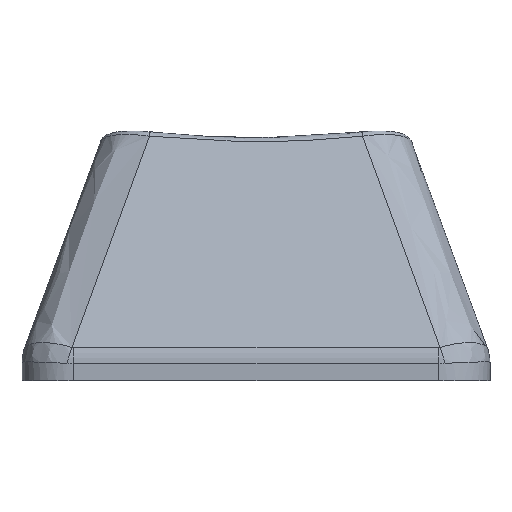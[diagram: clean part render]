
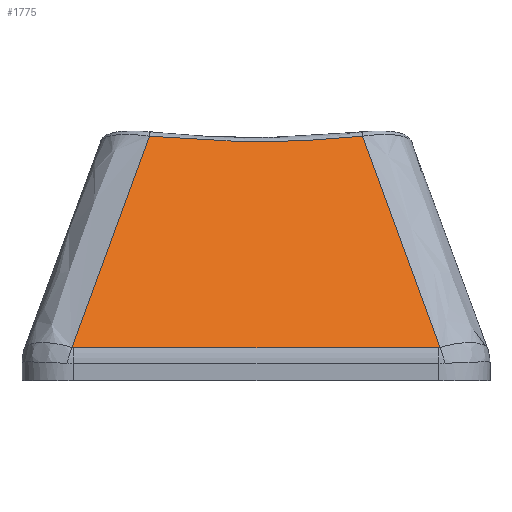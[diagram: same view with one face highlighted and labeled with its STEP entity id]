
A CAD part, front view. The second image highlights one B-rep face of the part: STEP entity #1775.
In plain terms, the highlighted planar face has unit normal (0, -0.909, 0.417).
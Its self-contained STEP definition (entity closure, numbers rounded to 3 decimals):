
#14=PLANE('',#1874);
#157=FACE_OUTER_BOUND('',#247,.T.);
#247=EDGE_LOOP('',(#1420,#1421,#1422,#1423,#1424,#1425));
#320=LINE('',#3496,#386);
#386=VECTOR('',#1994,10.);
#563=B_SPLINE_CURVE_WITH_KNOTS('',3,(#3656,#3657,#3658,#3659),
 .UNSPECIFIED.,.F.,.F.,(4,4),(-0.969,-0.018),
 .UNSPECIFIED.);
#565=B_SPLINE_CURVE_WITH_KNOTS('',3,(#3667,#3668,#3669,#3670),
 .UNSPECIFIED.,.F.,.F.,(4,4),(0.018,0.969),
 .UNSPECIFIED.);
#566=B_SPLINE_CURVE_WITH_KNOTS('',3,(#3671,#3672,#3673,#3674),
 .UNSPECIFIED.,.F.,.F.,(4,4),(-0.829,0.),.UNSPECIFIED.);
#626=ELLIPSE('',#1867,1.2,0.5);
#628=ELLIPSE('',#1872,1.2,0.5);
#767=VERTEX_POINT('',#3452);
#771=VERTEX_POINT('',#3486);
#773=VERTEX_POINT('',#3492);
#775=VERTEX_POINT('',#3513);
#781=VERTEX_POINT('',#3655);
#782=VERTEX_POINT('',#3666);
#1004=EDGE_CURVE('',#767,#771,#626,.T.);
#1007=EDGE_CURVE('',#771,#773,#320,.T.);
#1010=EDGE_CURVE('',#773,#775,#628,.T.);
#1021=EDGE_CURVE('',#775,#781,#563,.T.);
#1023=EDGE_CURVE('',#782,#767,#565,.T.);
#1024=EDGE_CURVE('',#781,#782,#566,.T.);
#1420=ORIENTED_EDGE('',*,*,#1010,.F.);
#1421=ORIENTED_EDGE('',*,*,#1007,.F.);
#1422=ORIENTED_EDGE('',*,*,#1004,.F.);
#1423=ORIENTED_EDGE('',*,*,#1023,.F.);
#1424=ORIENTED_EDGE('',*,*,#1024,.F.);
#1425=ORIENTED_EDGE('',*,*,#1021,.F.);
#1775=ADVANCED_FACE('',(#157),#14,.T.);
#1867=AXIS2_PLACEMENT_3D('',#3490,#1987,#1988);
#1872=AXIS2_PLACEMENT_3D('',#3517,#1999,#2000);
#1874=AXIS2_PLACEMENT_3D('',#3665,#2003,#2004);
#1987=DIRECTION('center_axis',(0.,0.909,-0.417));
#1988=DIRECTION('ref_axis',(0.,-0.417,-0.909));
#1994=DIRECTION('',(-1.,0.,0.));
#1999=DIRECTION('center_axis',(0.,0.909,-0.417));
#2000=DIRECTION('ref_axis',(0.,-0.417,-0.909));
#2003=DIRECTION('center_axis',(0.,-0.909,
0.417));
#2004=DIRECTION('ref_axis',(0.,-0.417,-0.909));
#3452=CARTESIAN_POINT('',(7.144,-8.94,0.306));
#3486=CARTESIAN_POINT('',(7.081,-8.944,0.298));
#3490=CARTESIAN_POINT('Origin',(7.081,-8.444,1.389));
#3492=CARTESIAN_POINT('',(-7.08,-8.944,0.298));
#3496=CARTESIAN_POINT('',(7.525,-8.944,0.298));
#3513=CARTESIAN_POINT('',(-7.144,-8.94,0.306));
#3517=CARTESIAN_POINT('Origin',(-7.08,-8.444,1.389));
#3655=CARTESIAN_POINT('',(-4.136,-5.185,8.501));
#3656=CARTESIAN_POINT('Ctrl Pts',(-7.144,-8.94,0.306));
#3657=CARTESIAN_POINT('Ctrl Pts',(-6.151,-7.687,3.041));
#3658=CARTESIAN_POINT('Ctrl Pts',(-5.151,-6.435,5.773));
#3659=CARTESIAN_POINT('Ctrl Pts',(-4.136,-5.185,8.501));
#3665=CARTESIAN_POINT('Origin',(5.969,-4.966,8.98));
#3666=CARTESIAN_POINT('',(4.136,-5.185,8.501));
#3667=CARTESIAN_POINT('Ctrl Pts',(4.136,-5.185,8.501));
#3668=CARTESIAN_POINT('Ctrl Pts',(5.151,-6.435,5.773));
#3669=CARTESIAN_POINT('Ctrl Pts',(6.151,-7.687,3.041));
#3670=CARTESIAN_POINT('Ctrl Pts',(7.144,-8.94,0.306));
#3671=CARTESIAN_POINT('Ctrl Pts',(-4.136,-5.185,8.501));
#3672=CARTESIAN_POINT('Ctrl Pts',(-1.391,-5.32,8.207));
#3673=CARTESIAN_POINT('Ctrl Pts',(1.391,-5.32,8.207));
#3674=CARTESIAN_POINT('Ctrl Pts',(4.136,-5.185,8.501));
